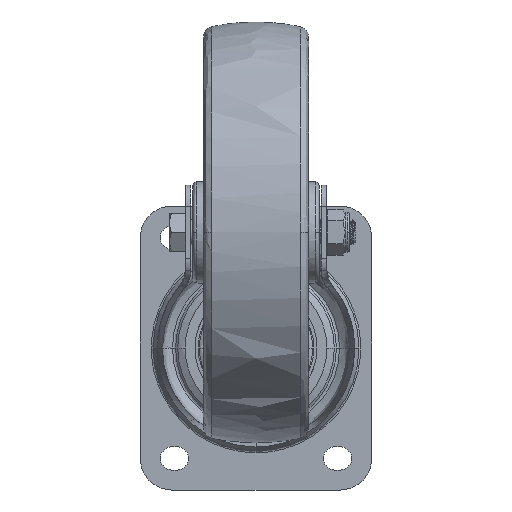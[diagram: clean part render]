
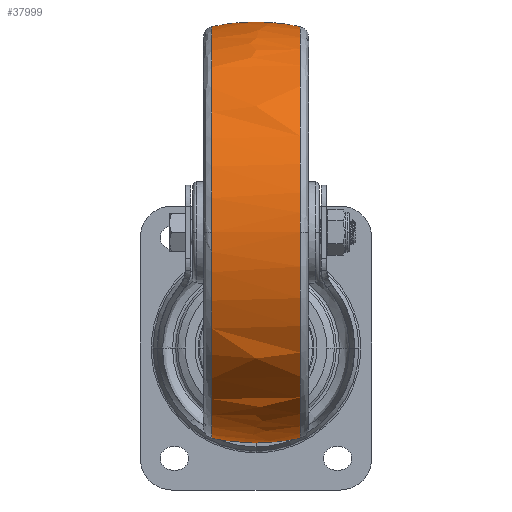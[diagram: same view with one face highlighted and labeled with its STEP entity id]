
A CAD part, front view. The second image highlights one B-rep face of the part: STEP entity #37999.
In plain terms, the highlighted free-form (B-spline) face has degree [3, 3] with [4, 4] control points.
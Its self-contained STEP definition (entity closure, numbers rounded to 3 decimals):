
#60 = CARTESIAN_POINT ( 'NONE',  ( 0., -116., 55. ) ) ;
#96 = ORIENTED_EDGE ( 'NONE', *, *, #31200, .F. ) ;
#865 = ORIENTED_EDGE ( 'NONE', *, *, #46856, .T. ) ;
#994 = CARTESIAN_POINT ( 'NONE',  ( 21.053, -213.759, 55. ) ) ;
#998 = CARTESIAN_POINT ( 'NONE',  ( 21.053, -173.266, 152.759 ) ) ;
#1201 = CARTESIAN_POINT ( 'NONE',  ( -21.053, -213.759, 55. ) ) ;
#1316 = CARTESIAN_POINT ( 'NONE',  ( -200., -116., -45. ) ) ;
#1794 = CARTESIAN_POINT ( 'NONE',  ( 0., -116., 155. ) ) ;
#1932 = EDGE_CURVE ( 'NONE', #34996, #47537, #24989, .T. ) ;
#2194 = CARTESIAN_POINT ( 'NONE',  ( 21.053, -173.266, -42.759 ) ) ;
#3205 = DIRECTION ( 'NONE',  ( 0., 1., 0. ) ) ;
#3319 = AXIS2_PLACEMENT_3D ( 'NONE', #12720, #9812, #46048 ) ;
#4727 = CARTESIAN_POINT ( 'NONE',  ( 200., -116., 155. ) ) ;
#4839 = CARTESIAN_POINT ( 'NONE',  ( -21.053, -213.759, 112.266 ) ) ;
#4840 = CARTESIAN_POINT ( 'NONE',  ( -21.053, -173.266, -42.759 ) ) ;
#5822 = CARTESIAN_POINT ( 'NONE',  ( 21.053, -213.759, -2.266 ) ) ;
#6349 = CARTESIAN_POINT ( 'NONE',  ( 0., -116., 55. ) ) ;
#8345 = CARTESIAN_POINT ( 'NONE',  ( 200., -516., -45. ) ) ;
#8500 = CARTESIAN_POINT ( 'NONE',  ( 21.053, -213.759, 55. ) ) ;
#9397 = AXIS2_PLACEMENT_3D ( 'NONE', #60, #10475, #36810 ) ;
#9812 = DIRECTION ( 'NONE',  ( 0., 1., 0. ) ) ;
#10475 = DIRECTION ( 'NONE',  ( 0., -1., 0. ) ) ;
#10636 = CIRCLE ( 'NONE', #43802, 100. ) ;
#11225 = VERTEX_POINT ( 'NONE', #37929 ) ;
#12180 = DIRECTION ( 'NONE',  ( 0., 0., 1. ) ) ;
#12443 = CARTESIAN_POINT ( 'NONE',  ( -200., -516., 155. ) ) ;
#12680 = CARTESIAN_POINT ( 'NONE',  ( 0., -116., -45. ) ) ;
#12720 = CARTESIAN_POINT ( 'NONE',  ( 0., -116., 55. ) ) ;
#14196 = ORIENTED_EDGE ( 'NONE', *, *, #1932, .F. ) ;
#14243 = ORIENTED_EDGE ( 'NONE', *, *, #47248, .F. ) ;
#15470 =( BOUNDED_CURVE ( )  B_SPLINE_CURVE ( 3, ( #33623, #4839, #42030, #15719 ),
 .UNSPECIFIED., .F., .F. ) 
 B_SPLINE_CURVE_WITH_KNOTS ( ( 4, 4 ),
 ( 0., 1. ),
 .UNSPECIFIED. ) 
 CURVE ( )  GEOMETRIC_REPRESENTATION_ITEM ( )  RATIONAL_B_SPLINE_CURVE ( ( 1., 0.805, 0.805, 1. ) ) 
 REPRESENTATION_ITEM ( '' )  );
#15719 = CARTESIAN_POINT ( 'NONE',  ( -21.053, -116., 152.759 ) ) ;
#15748 =( BOUNDED_SURFACE ( )  B_SPLINE_SURFACE ( 3, 3, ( 
 ( #24045, #1794, #23563, #42148 ),
 ( #19466, #12443, #45778, #4727 ),
 ( #1316, #38288, #8345, #23328 ),
 ( #16306, #12680, #27435, #34442 ) ),
 .UNSPECIFIED., .F., .F., .F. ) 
 B_SPLINE_SURFACE_WITH_KNOTS ( ( 4, 4 ),
 ( 4, 4 ),
 ( 0., 1. ),
 ( 0., 1. ),
 .UNSPECIFIED. ) 
 GEOMETRIC_REPRESENTATION_ITEM ( )  RATIONAL_B_SPLINE_SURFACE ( (
 ( 1., 0.333, 0.333, 1.),
 ( 0.333, 0.111, 0.111, 0.333),
 ( 0.333, 0.111, 0.111, 0.333),
 ( 1., 0.333, 0.333, 1.) ) ) 
 REPRESENTATION_ITEM ( '' )  SURFACE ( )  );
#16218 = CARTESIAN_POINT ( 'NONE',  ( 21.053, -116., 152.759 ) ) ;
#16306 = CARTESIAN_POINT ( 'NONE',  ( 0., -116., -45. ) ) ;
#17681 = CIRCLE ( 'NONE', #26164, 100. ) ;
#19466 = CARTESIAN_POINT ( 'NONE',  ( -200., -116., 155. ) ) ;
#21023 = EDGE_CURVE ( 'NONE', #28050, #11225, #45096, .T. ) ;
#23220 = CARTESIAN_POINT ( 'NONE',  ( 0., -116., 155. ) ) ;
#23328 = CARTESIAN_POINT ( 'NONE',  ( 200., -116., -45. ) ) ;
#23563 = CARTESIAN_POINT ( 'NONE',  ( 0., -116., 155. ) ) ;
#24045 = CARTESIAN_POINT ( 'NONE',  ( 0., -116., 155. ) ) ;
#24989 = CIRCLE ( 'NONE', #3319, 100. ) ;
#25912 = EDGE_CURVE ( 'NONE', #47645, #34996, #35528, .T. ) ;
#26015 = FACE_OUTER_BOUND ( 'NONE', #40434, .T. ) ;
#26164 = AXIS2_PLACEMENT_3D ( 'NONE', #6349, #3205, #43537 ) ;
#26988 = CARTESIAN_POINT ( 'NONE',  ( 0., -116., -45. ) ) ;
#27435 = CARTESIAN_POINT ( 'NONE',  ( 0., -116., -45. ) ) ;
#27904 = EDGE_CURVE ( 'NONE', #11225, #28908, #15470, .T. ) ;
#28050 = VERTEX_POINT ( 'NONE', #34799 ) ;
#28908 = VERTEX_POINT ( 'NONE', #46016 ) ;
#30986 = CARTESIAN_POINT ( 'NONE',  ( 21.053, -213.759, 112.266 ) ) ;
#31200 = EDGE_CURVE ( 'NONE', #39269, #35965, #17681, .T. ) ;
#31698 = CARTESIAN_POINT ( 'NONE',  ( 21.053, -213.759, 55. ) ) ;
#33201 = EDGE_CURVE ( 'NONE', #28050, #47537, #10636, .T. ) ;
#33623 = CARTESIAN_POINT ( 'NONE',  ( -21.053, -213.759, 55. ) ) ;
#33675 = ORIENTED_EDGE ( 'NONE', *, *, #25912, .F. ) ;
#33953 = DIRECTION ( 'NONE',  ( 0., -1., 0. ) ) ;
#34094 = CARTESIAN_POINT ( 'NONE',  ( -21.053, -213.759, -2.266 ) ) ;
#34330 = CARTESIAN_POINT ( 'NONE',  ( -21.053, -116., -42.759 ) ) ;
#34442 = CARTESIAN_POINT ( 'NONE',  ( 0., -116., -45. ) ) ;
#34695 = ORIENTED_EDGE ( 'NONE', *, *, #33201, .T. ) ;
#34799 = CARTESIAN_POINT ( 'NONE',  ( -21.053, -116., -42.759 ) ) ;
#34996 = VERTEX_POINT ( 'NONE', #41854 ) ;
#35528 =( BOUNDED_CURVE ( )  B_SPLINE_CURVE ( 3, ( #31698, #5822, #2194, #39156 ),
 .UNSPECIFIED., .F., .F. ) 
 B_SPLINE_CURVE_WITH_KNOTS ( ( 4, 4 ),
 ( 0., 1. ),
 .UNSPECIFIED. ) 
 CURVE ( )  GEOMETRIC_REPRESENTATION_ITEM ( )  RATIONAL_B_SPLINE_CURVE ( ( 1., 0.805, 0.805, 1. ) ) 
 REPRESENTATION_ITEM ( '' )  );
#35635 = CIRCLE ( 'NONE', #9397, 100. ) ;
#35965 = VERTEX_POINT ( 'NONE', #41547 ) ;
#36810 = DIRECTION ( 'NONE',  ( 0., 0., 1. ) ) ;
#37929 = CARTESIAN_POINT ( 'NONE',  ( -21.053, -213.759, 55. ) ) ;
#37999 = ADVANCED_FACE ( 'NONE', ( #26015 ), #15748, .T. ) ;
#38288 = CARTESIAN_POINT ( 'NONE',  ( -200., -516., -45. ) ) ;
#39156 = CARTESIAN_POINT ( 'NONE',  ( 21.053, -116., -42.759 ) ) ;
#39269 = VERTEX_POINT ( 'NONE', #23220 ) ;
#40434 = EDGE_LOOP ( 'NONE', ( #96, #865, #41427, #40817, #34695, #14196, #33675, #14243 ) ) ;
#40817 = ORIENTED_EDGE ( 'NONE', *, *, #21023, .F. ) ;
#41427 = ORIENTED_EDGE ( 'NONE', *, *, #27904, .F. ) ;
#41547 = CARTESIAN_POINT ( 'NONE',  ( 21.053, -116., 152.759 ) ) ;
#41854 = CARTESIAN_POINT ( 'NONE',  ( 21.053, -116., -42.759 ) ) ;
#42030 = CARTESIAN_POINT ( 'NONE',  ( -21.053, -173.266, 152.759 ) ) ;
#42148 = CARTESIAN_POINT ( 'NONE',  ( 0., -116., 155. ) ) ;
#42267 =( BOUNDED_CURVE ( )  B_SPLINE_CURVE ( 3, ( #16218, #998, #30986, #8500 ),
 .UNSPECIFIED., .F., .F. ) 
 B_SPLINE_CURVE_WITH_KNOTS ( ( 4, 4 ),
 ( 0., 1. ),
 .UNSPECIFIED. ) 
 CURVE ( )  GEOMETRIC_REPRESENTATION_ITEM ( )  RATIONAL_B_SPLINE_CURVE ( ( 1., 0.805, 0.805, 1. ) ) 
 REPRESENTATION_ITEM ( '' )  );
#43537 = DIRECTION ( 'NONE',  ( 0., 0., 1. ) ) ;
#43802 = AXIS2_PLACEMENT_3D ( 'NONE', #45271, #33953, #12180 ) ;
#45096 =( BOUNDED_CURVE ( )  B_SPLINE_CURVE ( 3, ( #34330, #4840, #34094, #1201 ),
 .UNSPECIFIED., .F., .T. ) 
 B_SPLINE_CURVE_WITH_KNOTS ( ( 4, 4 ),
 ( 0., 1. ),
 .UNSPECIFIED. ) 
 CURVE ( )  GEOMETRIC_REPRESENTATION_ITEM ( )  RATIONAL_B_SPLINE_CURVE ( ( 1., 0.805, 0.805, 1. ) ) 
 REPRESENTATION_ITEM ( '' )  );
#45271 = CARTESIAN_POINT ( 'NONE',  ( 0., -116., 55. ) ) ;
#45778 = CARTESIAN_POINT ( 'NONE',  ( 200., -516., 155. ) ) ;
#46016 = CARTESIAN_POINT ( 'NONE',  ( -21.053, -116., 152.759 ) ) ;
#46048 = DIRECTION ( 'NONE',  ( 0., 0., 1. ) ) ;
#46856 = EDGE_CURVE ( 'NONE', #39269, #28908, #35635, .T. ) ;
#47248 = EDGE_CURVE ( 'NONE', #35965, #47645, #42267, .T. ) ;
#47537 = VERTEX_POINT ( 'NONE', #26988 ) ;
#47645 = VERTEX_POINT ( 'NONE', #994 ) ;
